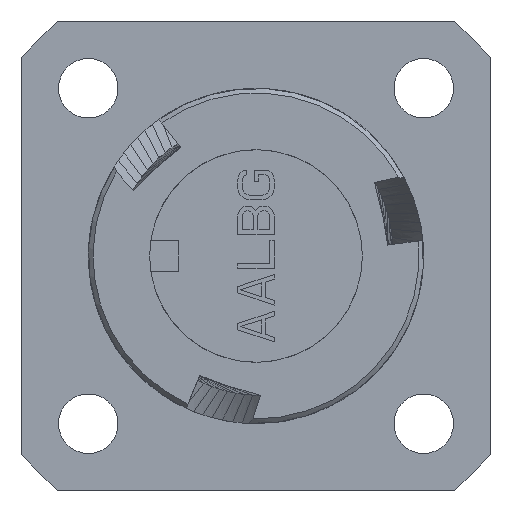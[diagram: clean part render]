
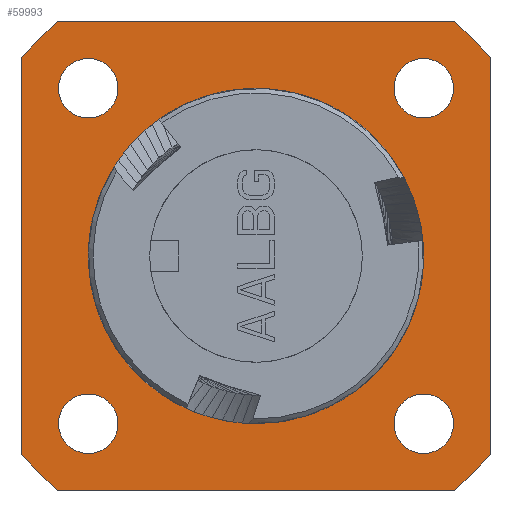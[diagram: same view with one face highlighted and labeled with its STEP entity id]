
A CAD part, left-side view. The second image highlights one B-rep face of the part: STEP entity #59993.
In plain terms, the highlighted planar face has unit normal (-1, 0, 0).
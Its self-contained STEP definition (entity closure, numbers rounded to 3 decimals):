
#555=CARTESIAN_POINT('',(18.2,0.,0.));
#556=DIRECTION('',(1.,0.,0.));
#557=DIRECTION('',(0.,1.,0.));
#558=AXIS2_PLACEMENT_3D('',#555,#556,#557);
#1501=CARTESIAN_POINT('',(18.2,0.,0.));
#1502=DIRECTION('',(-1.,0.,0.));
#1503=DIRECTION('',(0.,1.,0.));
#1504=AXIS2_PLACEMENT_3D('',#1501,#1502,#1503);
#2819=DIRECTION('',(0.,0.,1.));
#2820=VECTOR('',#2819,21.565);
#2821=CARTESIAN_POINT('',(18.2,12.7,-10.783));
#2822=LINE('5427',#2821,#2820);
#2823=CARTESIAN_POINT('',(18.2,0.,0.));
#2824=DIRECTION('',(1.,0.,0.));
#2825=DIRECTION('',(0.,0.762,0.647));
#2826=AXIS2_PLACEMENT_3D('',#2823,#2824,#2825);
#2828=DIRECTION('',(0.,-1.,0.));
#2829=VECTOR('',#2828,21.565);
#2830=CARTESIAN_POINT('',(18.2,10.783,12.7));
#2831=LINE('4829',#2830,#2829);
#2832=CARTESIAN_POINT('',(18.2,0.,0.));
#2833=DIRECTION('',(1.,0.,0.));
#2834=DIRECTION('',(0.,-0.647,0.762));
#2835=AXIS2_PLACEMENT_3D('',#2832,#2833,#2834);
#2837=DIRECTION('',(0.,0.,-1.));
#2838=VECTOR('',#2837,21.565);
#2839=CARTESIAN_POINT('',(18.2,-12.7,10.783));
#2840=LINE('4828',#2839,#2838);
#2841=CARTESIAN_POINT('',(18.2,0.,0.));
#2842=DIRECTION('',(-1.,0.,0.));
#2843=DIRECTION('',(0.,-0.647,-0.762));
#2844=AXIS2_PLACEMENT_3D('',#2841,#2842,#2843);
#2846=DIRECTION('',(0.,1.,0.));
#2847=VECTOR('',#2846,21.565);
#2848=CARTESIAN_POINT('',(18.2,-10.783,-12.7));
#2849=LINE('4827',#2848,#2847);
#2850=CARTESIAN_POINT('',(18.2,0.,0.));
#2851=DIRECTION('',(-1.,0.,0.));
#2852=DIRECTION('',(0.,0.762,-0.647));
#2853=AXIS2_PLACEMENT_3D('',#2850,#2851,#2852);
#2855=CARTESIAN_POINT('',(18.2,9.105,-9.105));
#2856=DIRECTION('',(1.,0.,0.));
#2857=DIRECTION('',(0.,0.,-1.));
#2858=AXIS2_PLACEMENT_3D('',#2855,#2856,#2857);
#2860=CARTESIAN_POINT('',(18.2,9.105,-9.105));
#2861=DIRECTION('',(1.,0.,0.));
#2862=DIRECTION('',(0.,0.,1.));
#2863=AXIS2_PLACEMENT_3D('',#2860,#2861,#2862);
#2865=CARTESIAN_POINT('',(18.2,9.105,9.105));
#2866=DIRECTION('',(1.,0.,0.));
#2867=DIRECTION('',(0.,0.,-1.));
#2868=AXIS2_PLACEMENT_3D('',#2865,#2866,#2867);
#2870=CARTESIAN_POINT('',(18.2,9.105,9.105));
#2871=DIRECTION('',(1.,0.,0.));
#2872=DIRECTION('',(0.,0.,1.));
#2873=AXIS2_PLACEMENT_3D('',#2870,#2871,#2872);
#2875=CARTESIAN_POINT('',(18.2,-9.105,9.105));
#2876=DIRECTION('',(1.,0.,0.));
#2877=DIRECTION('',(0.,0.,-1.));
#2878=AXIS2_PLACEMENT_3D('',#2875,#2876,#2877);
#2880=CARTESIAN_POINT('',(18.2,-9.105,9.105));
#2881=DIRECTION('',(1.,0.,0.));
#2882=DIRECTION('',(0.,0.,1.));
#2883=AXIS2_PLACEMENT_3D('',#2880,#2881,#2882);
#2885=CARTESIAN_POINT('',(18.2,-9.105,-9.105));
#2886=DIRECTION('',(1.,0.,0.));
#2887=DIRECTION('',(0.,0.,-1.));
#2888=AXIS2_PLACEMENT_3D('',#2885,#2886,#2887);
#2890=CARTESIAN_POINT('',(18.2,-9.105,-9.105));
#2891=DIRECTION('',(1.,0.,0.));
#2892=DIRECTION('',(0.,0.,1.));
#2893=AXIS2_PLACEMENT_3D('',#2890,#2891,#2892);
#45997=CARTESIAN_POINT('',(18.2,9.095,0.));
#45998=CARTESIAN_POINT('',(18.2,-9.095,0.));
#45999=VERTEX_POINT('',#45997);
#46000=VERTEX_POINT('',#45998);
#46013=CARTESIAN_POINT('',(18.2,-10.783,-12.7));
#46014=CARTESIAN_POINT('',(18.2,10.783,-12.7));
#46015=VERTEX_POINT('',#46013);
#46016=VERTEX_POINT('',#46014);
#46017=CARTESIAN_POINT('',(18.2,-12.7,10.783));
#46018=CARTESIAN_POINT('',(18.2,-12.7,-10.783));
#46019=VERTEX_POINT('',#46017);
#46020=VERTEX_POINT('',#46018);
#46021=CARTESIAN_POINT('',(18.2,10.783,12.7));
#46022=CARTESIAN_POINT('',(18.2,-10.783,12.7));
#46023=VERTEX_POINT('',#46021);
#46024=VERTEX_POINT('',#46022);
#46150=CARTESIAN_POINT('',(18.2,9.105,-10.72));
#46151=CARTESIAN_POINT('',(18.2,9.105,-7.49));
#46152=VERTEX_POINT('',#46150);
#46153=VERTEX_POINT('',#46151);
#46154=CARTESIAN_POINT('',(18.2,9.105,7.49));
#46155=CARTESIAN_POINT('',(18.2,9.105,10.72));
#46156=VERTEX_POINT('',#46154);
#46157=VERTEX_POINT('',#46155);
#46158=CARTESIAN_POINT('',(18.2,-9.105,7.49));
#46159=CARTESIAN_POINT('',(18.2,-9.105,10.72));
#46160=VERTEX_POINT('',#46158);
#46161=VERTEX_POINT('',#46159);
#46162=CARTESIAN_POINT('',(18.2,-9.105,-10.72));
#46163=CARTESIAN_POINT('',(18.2,-9.105,-7.49));
#46164=VERTEX_POINT('',#46162);
#46165=VERTEX_POINT('',#46163);
#46166=CARTESIAN_POINT('',(18.2,12.7,10.783));
#46168=VERTEX_POINT('',#46166);
#46170=CARTESIAN_POINT('',(18.2,12.7,-10.783));
#46172=VERTEX_POINT('',#46170);
#59942=CARTESIAN_POINT('',(18.2,0.,0.));
#59943=DIRECTION('',(1.,0.,0.));
#59944=DIRECTION('',(0.,-1.,0.));
#59945=AXIS2_PLACEMENT_3D('',#59942,#59943,#59944);
#59946=PLANE('249',#59945);
#59948=ORIENTED_EDGE('5427',*,*,#59947,.T.);
#59950=ORIENTED_EDGE('4981',*,*,#59949,.T.);
#59952=ORIENTED_EDGE('4829',*,*,#59951,.T.);
#59954=ORIENTED_EDGE('4982',*,*,#59953,.T.);
#59956=ORIENTED_EDGE('4828',*,*,#59955,.T.);
#59958=ORIENTED_EDGE('4986',*,*,#59957,.F.);
#59960=ORIENTED_EDGE('4827',*,*,#59959,.T.);
#59962=ORIENTED_EDGE('4985',*,*,#59961,.F.);
#59963=EDGE_LOOP('249',(#59948,#59950,#59952,#59954,#59956,#59958,#59960,
#59962));
#59964=FACE_OUTER_BOUND('249',#59963,.F.);
#59965=ORIENTED_EDGE('4823',*,*,#56860,.T.);
#59966=ORIENTED_EDGE('4822',*,*,#54762,.F.);
#59967=EDGE_LOOP('249',(#59965,#59966));
#59968=FACE_BOUND('249',#59967,.F.);
#59970=ORIENTED_EDGE('4953',*,*,#59969,.F.);
#59972=ORIENTED_EDGE('4954',*,*,#59971,.F.);
#59973=EDGE_LOOP('249',(#59970,#59972));
#59974=FACE_BOUND('249',#59973,.F.);
#59976=ORIENTED_EDGE('4955',*,*,#59975,.F.);
#59978=ORIENTED_EDGE('4956',*,*,#59977,.F.);
#59979=EDGE_LOOP('249',(#59976,#59978));
#59980=FACE_BOUND('249',#59979,.F.);
#59982=ORIENTED_EDGE('4957',*,*,#59981,.F.);
#59984=ORIENTED_EDGE('4958',*,*,#59983,.F.);
#59985=EDGE_LOOP('249',(#59982,#59984));
#59986=FACE_BOUND('249',#59985,.F.);
#59988=ORIENTED_EDGE('4959',*,*,#59987,.F.);
#59990=ORIENTED_EDGE('4960',*,*,#59989,.F.);
#59991=EDGE_LOOP('249',(#59988,#59990));
#59992=FACE_BOUND('249',#59991,.F.);
#559=CIRCLE('4822',#558,9.095);
#1505=CIRCLE('4823',#1504,9.095);
#2827=CIRCLE('4981',#2826,16.66);
#2836=CIRCLE('4982',#2835,16.66);
#2845=CIRCLE('4986',#2844,16.66);
#2854=CIRCLE('4985',#2853,16.66);
#2859=CIRCLE('4953',#2858,1.615);
#2864=CIRCLE('4954',#2863,1.615);
#2869=CIRCLE('4955',#2868,1.615);
#2874=CIRCLE('4956',#2873,1.615);
#2879=CIRCLE('4957',#2878,1.615);
#2884=CIRCLE('4958',#2883,1.615);
#2889=CIRCLE('4959',#2888,1.615);
#2894=CIRCLE('4960',#2893,1.615);
#54762=EDGE_CURVE('4822',#45999,#46000,#559,.T.);
#56860=EDGE_CURVE('4823',#45999,#46000,#1505,.T.);
#59947=EDGE_CURVE('5427',#46172,#46168,#2822,.T.);
#59949=EDGE_CURVE('4981',#46168,#46023,#2827,.T.);
#59951=EDGE_CURVE('4829',#46023,#46024,#2831,.T.);
#59953=EDGE_CURVE('4982',#46024,#46019,#2836,.T.);
#59955=EDGE_CURVE('4828',#46019,#46020,#2840,.T.);
#59957=EDGE_CURVE('4986',#46015,#46020,#2845,.T.);
#59959=EDGE_CURVE('4827',#46015,#46016,#2849,.T.);
#59961=EDGE_CURVE('4985',#46172,#46016,#2854,.T.);
#59969=EDGE_CURVE('4953',#46152,#46153,#2859,.T.);
#59971=EDGE_CURVE('4954',#46153,#46152,#2864,.T.);
#59975=EDGE_CURVE('4955',#46156,#46157,#2869,.T.);
#59977=EDGE_CURVE('4956',#46157,#46156,#2874,.T.);
#59981=EDGE_CURVE('4957',#46160,#46161,#2879,.T.);
#59983=EDGE_CURVE('4958',#46161,#46160,#2884,.T.);
#59987=EDGE_CURVE('4959',#46164,#46165,#2889,.T.);
#59989=EDGE_CURVE('4960',#46165,#46164,#2894,.T.);
#59993=ADVANCED_FACE('249',(#59964,#59968,#59974,#59980,#59986,#59992),#59946,
.F.);
